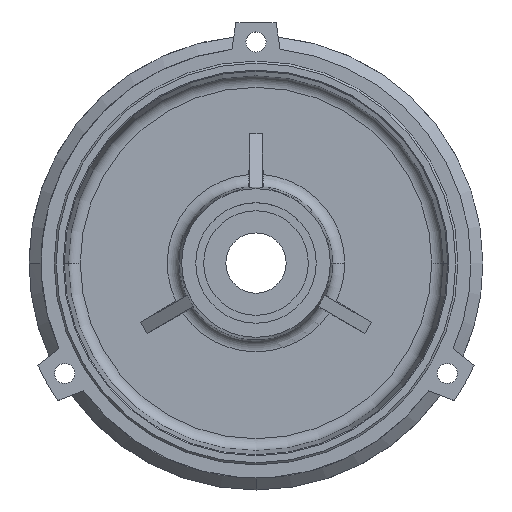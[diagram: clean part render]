
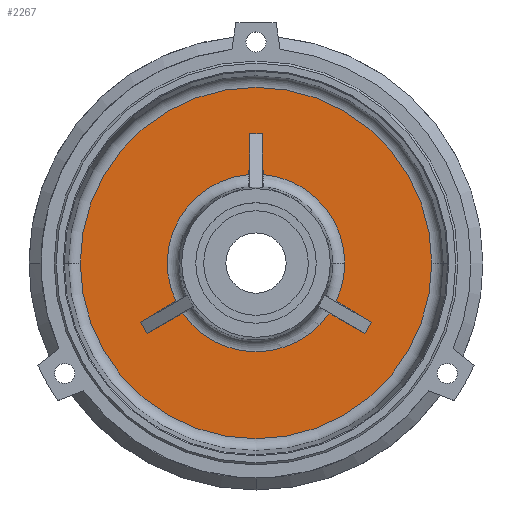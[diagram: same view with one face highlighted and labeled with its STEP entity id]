
A CAD part, top view. The second image highlights one B-rep face of the part: STEP entity #2267.
In plain terms, the highlighted planar face has unit normal (0, 0, 1).
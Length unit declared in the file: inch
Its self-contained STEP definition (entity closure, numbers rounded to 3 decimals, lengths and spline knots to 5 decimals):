
#36 = EDGE_CURVE ( 'NONE', #1795, #4284, #270, .T. ) ;
#58 = EDGE_CURVE ( 'NONE', #1053, #5137, #5425, .T. ) ;
#60 = DIRECTION ( 'NONE',  ( 0., 0., 1. ) ) ;
#68 = CARTESIAN_POINT ( 'NONE',  ( 3.34821, 10.8934, -6.99703 ) ) ;
#74 = LINE ( 'NONE', #5052, #2282 ) ;
#78 = EDGE_CURVE ( 'NONE', #5339, #4116, #4186, .T. ) ;
#173 = ORIENTED_EDGE ( 'NONE', *, *, #78, .F. ) ;
#196 = CARTESIAN_POINT ( 'NONE',  ( -1.05645, 13.24556, -6.99703 ) ) ;
#270 = LINE ( 'NONE', #68, #1763 ) ;
#346 = DIRECTION ( 'NONE',  ( 0., 0., 1. ) ) ;
#362 = DIRECTION ( 'NONE',  ( 1., 0., 0. ) ) ;
#398 = CIRCLE ( 'NONE', #3499, 1.73863 ) ;
#445 = VECTOR ( 'NONE', #2692, 39.37008 ) ;
#729 = CARTESIAN_POINT ( 'NONE',  ( -3.19005, 17.15757, -6.99703 ) ) ;
#803 = VERTEX_POINT ( 'NONE', #3404 ) ;
#845 = ORIENTED_EDGE ( 'NONE', *, *, #3950, .T. ) ;
#903 = ORIENTED_EDGE ( 'NONE', *, *, #3288, .T. ) ;
#905 = CARTESIAN_POINT ( 'NONE',  ( -3.19005, 14.62173, -6.99703 ) ) ;
#1045 = ORIENTED_EDGE ( 'NONE', *, *, #58, .T. ) ;
#1053 = VERTEX_POINT ( 'NONE', #1091 ) ;
#1091 = CARTESIAN_POINT ( 'NONE',  ( -6.63388, 14.62173, -6.99703 ) ) ;
#1101 = CARTESIAN_POINT ( 'NONE',  ( -9.72831, 10.8934, -6.99703 ) ) ;
#1102 = LINE ( 'NONE', #729, #5212 ) ;
#1178 = CARTESIAN_POINT ( 'NONE',  ( -3.19005, 14.62173, -6.99703 ) ) ;
#1232 = CIRCLE ( 'NONE', #4902, 1.73863 ) ;
#1293 = DIRECTION ( 'NONE',  ( 1., 0., 0. ) ) ;
#1356 = CARTESIAN_POINT ( 'NONE',  ( -1.45142, 14.62173, -6.99703 ) ) ;
#1393 = LINE ( 'NONE', #3177, #2417 ) ;
#1446 = EDGE_CURVE ( 'NONE', #803, #4116, #5604, .T. ) ;
#1461 = CIRCLE ( 'NONE', #4566, 3.44383 ) ;
#1471 = DIRECTION ( 'NONE',  ( 0., 0., 1. ) ) ;
#1530 = AXIS2_PLACEMENT_3D ( 'NONE', #2127, #346, #1293 ) ;
#1566 = ORIENTED_EDGE ( 'NONE', *, *, #5026, .F. ) ;
#1586 = DIRECTION ( 'NONE',  ( 1., 0., 0. ) ) ;
#1736 = VERTEX_POINT ( 'NONE', #3637 ) ;
#1763 = VECTOR ( 'NONE', #3566, 39.37008 ) ;
#1795 = VERTEX_POINT ( 'NONE', #2359 ) ;
#1838 = DIRECTION ( 'NONE',  ( -1., 0., 0. ) ) ;
#1854 = DIRECTION ( 'NONE',  ( -0.874, -0.485, 0. ) ) ;
#1868 = DIRECTION ( 'NONE',  ( 1., 0., 0. ) ) ;
#1917 = LINE ( 'NONE', #4480, #445 ) ;
#1930 = FACE_OUTER_BOUND ( 'NONE', #5165, .T. ) ;
#2016 = CARTESIAN_POINT ( 'NONE',  ( -2.77397, 0.00706, -6.99703 ) ) ;
#2049 = ORIENTED_EDGE ( 'NONE', *, *, #3252, .F. ) ;
#2127 = CARTESIAN_POINT ( 'NONE',  ( -3.19005, 14.62173, -6.99703 ) ) ;
#2267 = ADVANCED_FACE ( 'NONE', ( #4089, #1930 ), #3557, .F. ) ;
#2282 = VECTOR ( 'NONE', #4212, 39.37008 ) ;
#2297 = DIRECTION ( 'NONE',  ( -0.5, 0.866, 0. ) ) ;
#2324 = DIRECTION ( 'NONE',  ( 0., 0., 1. ) ) ;
#2359 = CARTESIAN_POINT ( 'NONE',  ( -1.61984, 13.87524, -6.99703 ) ) ;
#2387 = ORIENTED_EDGE ( 'NONE', *, *, #36, .T. ) ;
#2401 = VERTEX_POINT ( 'NONE', #4403 ) ;
#2417 = VECTOR ( 'NONE', #1854, 39.37008 ) ;
#2551 = CIRCLE ( 'NONE', #1530, 1.73863 ) ;
#2553 = AXIS2_PLACEMENT_3D ( 'NONE', #3171, #1471, #1868 ) ;
#2557 = CARTESIAN_POINT ( 'NONE',  ( -0.93145, 13.46207, -6.99703 ) ) ;
#2574 = DIRECTION ( 'NONE',  ( 0., 0., 1. ) ) ;
#2588 = LINE ( 'NONE', #2016, #4139 ) ;
#2692 = DIRECTION ( 'NONE',  ( 0.017, 1., 0. ) ) ;
#2799 = CIRCLE ( 'NONE', #3449, 1.73863 ) ;
#2810 = VERTEX_POINT ( 'NONE', #1356 ) ;
#2952 = CARTESIAN_POINT ( 'NONE',  ( -3.06505, 17.15757, -6.99703 ) ) ;
#2962 = ORIENTED_EDGE ( 'NONE', *, *, #5455, .F. ) ;
#2995 = VERTEX_POINT ( 'NONE', #3208 ) ;
#3023 = EDGE_LOOP ( 'NONE', ( #173, #5243, #3829, #5435, #4500, #2962, #4680, #2387, #903, #1566, #2049, #845, #3737 ) ) ;
#3040 = AXIS2_PLACEMENT_3D ( 'NONE', #5271, #4854, #1838 ) ;
#3092 = VECTOR ( 'NONE', #4120, 39.37008 ) ;
#3160 = EDGE_CURVE ( 'NONE', #3632, #4752, #2588, .T. ) ;
#3171 = CARTESIAN_POINT ( 'NONE',  ( -3.19005, 14.62173, -6.99703 ) ) ;
#3177 = CARTESIAN_POINT ( 'NONE',  ( -9.31223, 11.03214, -6.99703 ) ) ;
#3208 = CARTESIAN_POINT ( 'NONE',  ( -4.62164, 13.63513, -6.99703 ) ) ;
#3252 = EDGE_CURVE ( 'NONE', #2995, #5114, #1232, .T. ) ;
#3258 = VECTOR ( 'NONE', #2297, 39.37008 ) ;
#3288 = EDGE_CURVE ( 'NONE', #4284, #5224, #4504, .T. ) ;
#3290 = DIRECTION ( 'NONE',  ( 0., 0., 1. ) ) ;
#3404 = CARTESIAN_POINT ( 'NONE',  ( -5.32365, 13.24556, -6.99703 ) ) ;
#3407 = DIRECTION ( 'NONE',  ( 1., 0., 0. ) ) ;
#3449 = AXIS2_PLACEMENT_3D ( 'NONE', #5332, #2324, #5374 ) ;
#3497 = ORIENTED_EDGE ( 'NONE', *, *, #4109, .T. ) ;
#3499 = AXIS2_PLACEMENT_3D ( 'NONE', #905, #60, #3971 ) ;
#3557 = PLANE ( 'NONE',  #3040 ) ;
#3566 = DIRECTION ( 'NONE',  ( 0.857, -0.515, 0. ) ) ;
#3632 = VERTEX_POINT ( 'NONE', #5353 ) ;
#3635 = EDGE_CURVE ( 'NONE', #1736, #5339, #2799, .T. ) ;
#3637 = CARTESIAN_POINT ( 'NONE',  ( -3.32867, 16.35482, -6.99703 ) ) ;
#3737 = ORIENTED_EDGE ( 'NONE', *, *, #1446, .T. ) ;
#3829 = ORIENTED_EDGE ( 'NONE', *, *, #3927, .T. ) ;
#3927 = EDGE_CURVE ( 'NONE', #1736, #2401, #1917, .T. ) ;
#3950 = EDGE_CURVE ( 'NONE', #2995, #803, #1393, .T. ) ;
#3965 = CARTESIAN_POINT ( 'NONE',  ( 0.94525, 2.38751, -6.99703 ) ) ;
#3971 = DIRECTION ( 'NONE',  ( 1., 0., 0. ) ) ;
#4089 = FACE_BOUND ( 'NONE', #3023, .T. ) ;
#4109 = EDGE_CURVE ( 'NONE', #5137, #1053, #1461, .T. ) ;
#4116 = VERTEX_POINT ( 'NONE', #5079 ) ;
#4120 = DIRECTION ( 'NONE',  ( -0.857, -0.515, 0. ) ) ;
#4139 = VECTOR ( 'NONE', #5575, 39.37008 ) ;
#4186 = LINE ( 'NONE', #1101, #3092 ) ;
#4212 = DIRECTION ( 'NONE',  ( 0.874, -0.485, 0. ) ) ;
#4284 = VERTEX_POINT ( 'NONE', #2557 ) ;
#4403 = CARTESIAN_POINT ( 'NONE',  ( -3.31505, 17.15757, -6.99703 ) ) ;
#4480 = CARTESIAN_POINT ( 'NONE',  ( -3.60613, 0.00706, -6.99703 ) ) ;
#4500 = ORIENTED_EDGE ( 'NONE', *, *, #3160, .F. ) ;
#4504 = LINE ( 'NONE', #4840, #4565 ) ;
#4565 = VECTOR ( 'NONE', #4861, 39.37008 ) ;
#4566 = AXIS2_PLACEMENT_3D ( 'NONE', #1178, #3290, #1586 ) ;
#4624 = CARTESIAN_POINT ( 'NONE',  ( -1.75846, 13.63513, -6.99703 ) ) ;
#4680 = ORIENTED_EDGE ( 'NONE', *, *, #4932, .F. ) ;
#4752 = VERTEX_POINT ( 'NONE', #2952 ) ;
#4840 = CARTESIAN_POINT ( 'NONE',  ( -7.32534, 2.38751, -6.99703 ) ) ;
#4854 = DIRECTION ( 'NONE',  ( 0., 0., -1. ) ) ;
#4861 = DIRECTION ( 'NONE',  ( -0.5, -0.866, 0. ) ) ;
#4902 = AXIS2_PLACEMENT_3D ( 'NONE', #5153, #2574, #362 ) ;
#4932 = EDGE_CURVE ( 'NONE', #1795, #2810, #398, .T. ) ;
#5026 = EDGE_CURVE ( 'NONE', #5114, #5224, #74, .T. ) ;
#5052 = CARTESIAN_POINT ( 'NONE',  ( 2.93213, 11.03214, -6.99703 ) ) ;
#5079 = CARTESIAN_POINT ( 'NONE',  ( -5.44865, 13.46207, -6.99703 ) ) ;
#5114 = VERTEX_POINT ( 'NONE', #4624 ) ;
#5127 = EDGE_CURVE ( 'NONE', #2401, #4752, #1102, .T. ) ;
#5137 = VERTEX_POINT ( 'NONE', #5161 ) ;
#5153 = CARTESIAN_POINT ( 'NONE',  ( -3.19005, 14.62173, -6.99703 ) ) ;
#5161 = CARTESIAN_POINT ( 'NONE',  ( 0.25378, 14.62173, -6.99703 ) ) ;
#5165 = EDGE_LOOP ( 'NONE', ( #3497, #1045 ) ) ;
#5212 = VECTOR ( 'NONE', #3407, 39.37008 ) ;
#5224 = VERTEX_POINT ( 'NONE', #196 ) ;
#5243 = ORIENTED_EDGE ( 'NONE', *, *, #3635, .F. ) ;
#5271 = CARTESIAN_POINT ( 'NONE',  ( -3.19005, 0., -6.99703 ) ) ;
#5332 = CARTESIAN_POINT ( 'NONE',  ( -3.19005, 14.62173, -6.99703 ) ) ;
#5339 = VERTEX_POINT ( 'NONE', #5578 ) ;
#5353 = CARTESIAN_POINT ( 'NONE',  ( -3.05142, 16.35482, -6.99703 ) ) ;
#5374 = DIRECTION ( 'NONE',  ( 1., 0., 0. ) ) ;
#5425 = CIRCLE ( 'NONE', #2553, 3.44383 ) ;
#5435 = ORIENTED_EDGE ( 'NONE', *, *, #5127, .T. ) ;
#5455 = EDGE_CURVE ( 'NONE', #2810, #3632, #2551, .T. ) ;
#5575 = DIRECTION ( 'NONE',  ( -0.017, 1., 0. ) ) ;
#5578 = CARTESIAN_POINT ( 'NONE',  ( -4.76026, 13.87524, -6.99703 ) ) ;
#5604 = LINE ( 'NONE', #3965, #3258 ) ;
